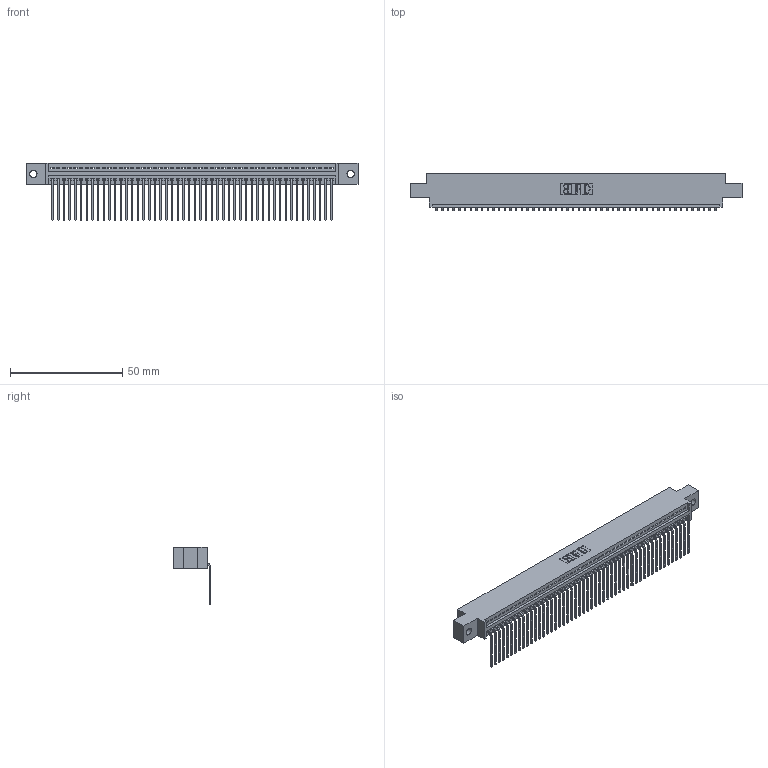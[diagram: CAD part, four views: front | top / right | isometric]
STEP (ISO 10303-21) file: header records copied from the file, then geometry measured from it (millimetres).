
FILE_DESCRIPTION (( 'STEP AP203' ), '1' );
FILE_NAME ('395-050-559-602.STEP', '2018-11-20T11:33:02', ( '' ), ( '' ), 'SwSTEP 2.0', 'SolidWorks 2016', '' );
FILE_SCHEMA (( 'CONFIG_CONTROL_DESIGN' ));
Length unit declared in the file: inch
Products named in the file (3): 345-292-001_558 559 Tail - 1; 395-050-559-602; 345 Part_0.170 Offset - 0.128 Dia
Assembly tree (51 placements, depth 2):
  395-050-559-602
    345 Part_0.170 Offset - 0.128 Dia
    345-292-001_558 559 Tail - 1  x50
Bounding box: 148.21 x 16.75 x 25.53 mm (x, y, z)
Volume: 14159.1 mm3; surface area: 19758.8 mm2
Topology: 51 solids, 51 shells, 3130 faces, 9453 edges, 6234 vertices
Faces by surface type: plane 2184, cylinder 946
Entity records: 36773 total; most frequent: CARTESIAN_POINT 6378, ORIENTED_EDGE 6362, DIRECTION 5557, EDGE_CURVE 3181, VECTOR 2849, LINE 2849, VERTEX_POINT 2118, AXIS2_PLACEMENT_3D 1354
